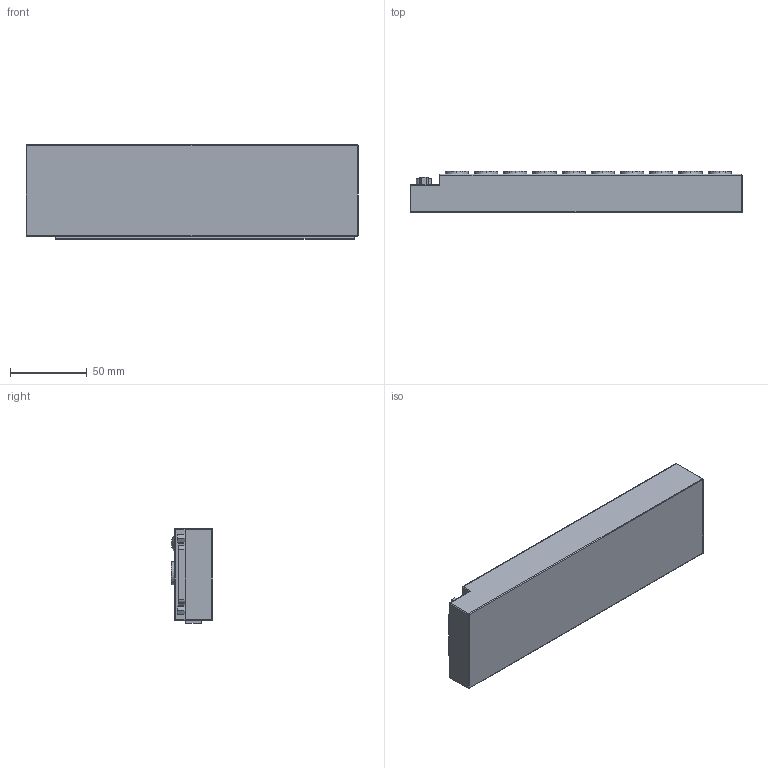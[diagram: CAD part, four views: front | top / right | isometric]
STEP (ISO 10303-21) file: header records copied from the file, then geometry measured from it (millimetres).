
FILE_DESCRIPTION (( 'STEP AP203' ), '1' );
FILE_NAME ('mcs211-t10-d4(2d).step', '2019-10-11T02:05:34', ( 'yrd8' ), ( 'Hewlett-Packard Company' ), 'SwSTEP 2.0', 'SolidWorks 2008', '' );
FILE_SCHEMA (( 'CONFIG_CONTROL_DESIGN' ));
Length unit declared in the file: millimetre
Products named in the file (1): mcs211-t10-d4(2d)
Bounding box: 216 x 27 x 61.5 mm (x, y, z)
Volume: 321902.2 mm3; surface area: 43736.3 mm2
Topology: 1 solids, 1 shells, 367 faces, 903 edges, 584 vertices
Faces by surface type: plane 209, cylinder 103, sphere 35, torus 20
Entity records: 10239 total; most frequent: DIRECTION 1814, CARTESIAN_POINT 1726, ORIENTED_EDGE 1636, EDGE_CURVE 818, AXIS2_PLACEMENT_3D 630, LINE 554, VECTOR 554, VERTEX_POINT 534
